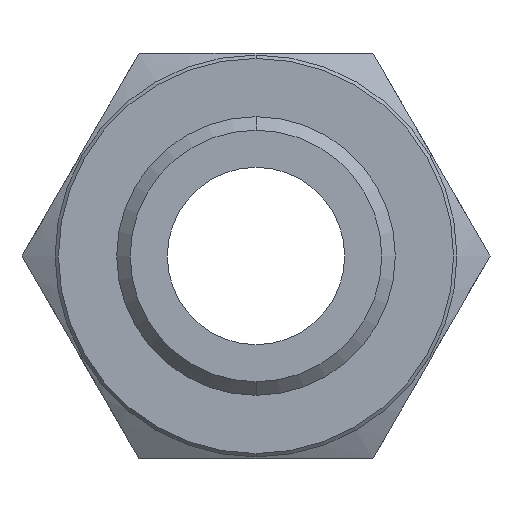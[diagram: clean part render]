
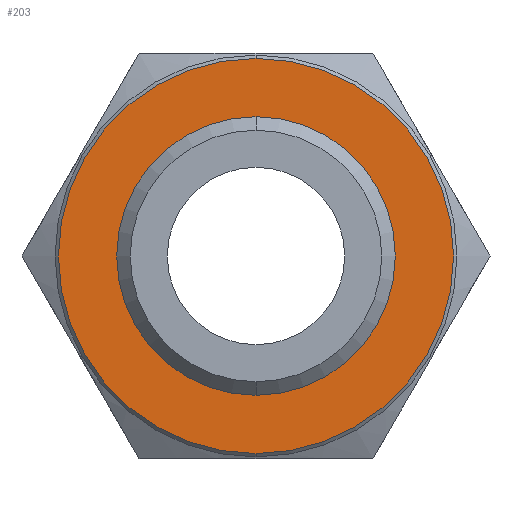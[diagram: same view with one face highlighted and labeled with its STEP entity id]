
A CAD part, front view. The second image highlights one B-rep face of the part: STEP entity #203.
In plain terms, the highlighted planar face has unit normal (0, -1, 0).
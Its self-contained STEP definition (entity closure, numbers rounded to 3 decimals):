
#165 = EDGE_CURVE ( 'NONE', #166, #167, #668, .T. ) ;
#166 = VERTEX_POINT ( 'NONE', #663 ) ;
#167 = VERTEX_POINT ( 'NONE', #662 ) ;
#198 = EDGE_CURVE ( 'NONE', #167, #166, #724, .T. ) ;
#203 = ADVANCED_FACE ( 'NONE', ( #791, #786 ), #817, .T. ) ;
#204 = EDGE_LOOP ( 'NONE', ( #205, #212 ) ) ;
#205 = ORIENTED_EDGE ( 'NONE', *, *, #206, .T. ) ;
#206 = EDGE_CURVE ( 'NONE', #352, #351, #784, .T. ) ;
#212 = ORIENTED_EDGE ( 'NONE', *, *, #350, .T. ) ;
#213 = EDGE_LOOP ( 'NONE', ( #214, #215 ) ) ;
#214 = ORIENTED_EDGE ( 'NONE', *, *, #165, .F. ) ;
#215 = ORIENTED_EDGE ( 'NONE', *, *, #198, .F. ) ;
#350 = EDGE_CURVE ( 'NONE', #351, #352, #908, .T. ) ;
#351 = VERTEX_POINT ( 'NONE', #903 ) ;
#352 = VERTEX_POINT ( 'NONE', #902 ) ;
#662 = CARTESIAN_POINT ( 'NONE',  ( 0., 9., 8.25 ) ) ;
#663 = CARTESIAN_POINT ( 'NONE',  ( 0., 9., -8.25 ) ) ;
#664 = DIRECTION ( 'NONE',  ( 0., 0., -1. ) ) ;
#665 = DIRECTION ( 'NONE',  ( 0., -1., 0. ) ) ;
#666 = CARTESIAN_POINT ( 'NONE',  ( 0., 9., 0. ) ) ;
#667 = AXIS2_PLACEMENT_3D ( 'NONE', #666, #665, #664 ) ;
#668 = CIRCLE ( 'NONE', #667, 8.25 ) ;
#724 = CIRCLE ( 'NONE', #790, 8.25 ) ;
#780 = DIRECTION ( 'NONE',  ( 0., 0., -1. ) ) ;
#781 = DIRECTION ( 'NONE',  ( 0., -1., 0. ) ) ;
#782 = CARTESIAN_POINT ( 'NONE',  ( 0., 9., 0. ) ) ;
#783 = AXIS2_PLACEMENT_3D ( 'NONE', #782, #781, #780 ) ;
#784 = CIRCLE ( 'NONE', #783, 11.7 ) ;
#786 = FACE_BOUND ( 'NONE', #213, .T. ) ;
#787 = DIRECTION ( 'NONE',  ( 0., 0., -1. ) ) ;
#788 = DIRECTION ( 'NONE',  ( 0., -1., 0. ) ) ;
#789 = CARTESIAN_POINT ( 'NONE',  ( 0., 9., 0. ) ) ;
#790 = AXIS2_PLACEMENT_3D ( 'NONE', #789, #788, #787 ) ;
#791 = FACE_OUTER_BOUND ( 'NONE', #204, .T. ) ;
#813 = DIRECTION ( 'NONE',  ( 0., 0., -1. ) ) ;
#814 = DIRECTION ( 'NONE',  ( 0., -1., 0. ) ) ;
#815 = CARTESIAN_POINT ( 'NONE',  ( 11.7, 9., 0. ) ) ;
#816 = AXIS2_PLACEMENT_3D ( 'NONE', #815, #814, #813 ) ;
#817 = PLANE ( 'NONE',  #816 ) ;
#902 = CARTESIAN_POINT ( 'NONE',  ( 0., 9., 11.7 ) ) ;
#903 = CARTESIAN_POINT ( 'NONE',  ( 0., 9., -11.7 ) ) ;
#904 = DIRECTION ( 'NONE',  ( 0., 0., -1. ) ) ;
#905 = DIRECTION ( 'NONE',  ( 0., -1., 0. ) ) ;
#906 = CARTESIAN_POINT ( 'NONE',  ( 0., 9., 0. ) ) ;
#907 = AXIS2_PLACEMENT_3D ( 'NONE', #906, #905, #904 ) ;
#908 = CIRCLE ( 'NONE', #907, 11.7 ) ;
